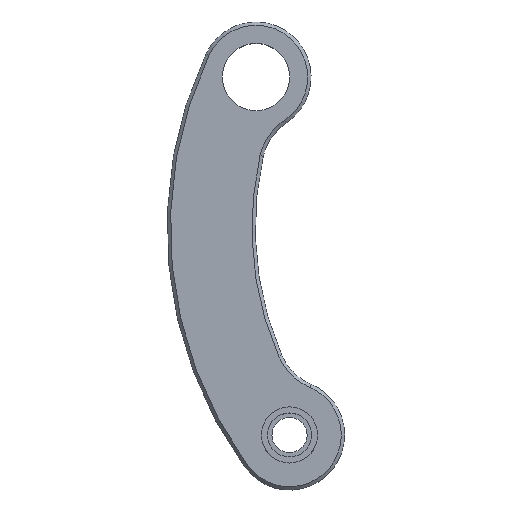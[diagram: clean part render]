
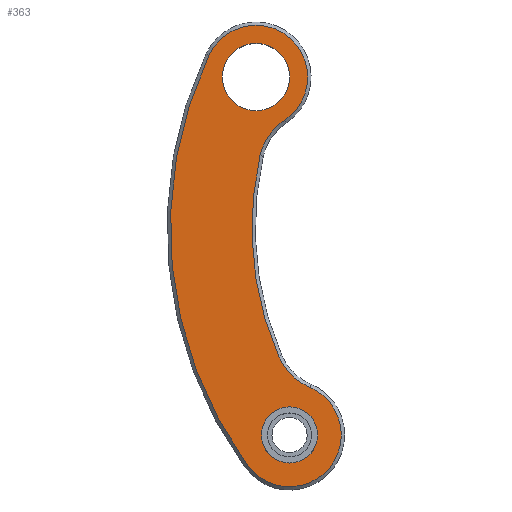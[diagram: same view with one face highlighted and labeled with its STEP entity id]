
A CAD part, top view. The second image highlights one B-rep face of the part: STEP entity #363.
In plain terms, the highlighted planar face has unit normal (0, 0, 1).
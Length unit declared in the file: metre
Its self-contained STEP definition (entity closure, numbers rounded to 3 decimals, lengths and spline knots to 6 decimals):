
#24=PLANE('',#408);
#34=CIRCLE('',#409,0.00255);
#35=CIRCLE('',#410,0.0053);
#36=CIRCLE('',#411,0.0293);
#37=CIRCLE('',#412,0.0053);
#38=CIRCLE('',#413,0.0047);
#39=CIRCLE('',#414,0.0367);
#40=CIRCLE('',#415,0.0047);
#41=CIRCLE('',#416,0.00305);
#72=ORIENTED_EDGE('',*,*,#170,.F.);
#73=ORIENTED_EDGE('',*,*,#171,.T.);
#74=ORIENTED_EDGE('',*,*,#172,.T.);
#75=ORIENTED_EDGE('',*,*,#173,.T.);
#76=ORIENTED_EDGE('',*,*,#174,.T.);
#77=ORIENTED_EDGE('',*,*,#175,.T.);
#78=ORIENTED_EDGE('',*,*,#176,.T.);
#79=ORIENTED_EDGE('',*,*,#177,.F.);
#170=EDGE_CURVE('',#218,#218,#34,.T.);
#171=EDGE_CURVE('',#219,#220,#35,.F.);
#172=EDGE_CURVE('',#220,#221,#36,.F.);
#173=EDGE_CURVE('',#221,#222,#37,.F.);
#174=EDGE_CURVE('',#222,#223,#38,.T.);
#175=EDGE_CURVE('',#223,#224,#39,.T.);
#176=EDGE_CURVE('',#224,#219,#40,.T.);
#177=EDGE_CURVE('',#225,#225,#41,.T.);
#218=VERTEX_POINT('',#617);
#219=VERTEX_POINT('',#619);
#220=VERTEX_POINT('',#620);
#221=VERTEX_POINT('',#622);
#222=VERTEX_POINT('',#624);
#223=VERTEX_POINT('',#626);
#224=VERTEX_POINT('',#628);
#225=VERTEX_POINT('',#631);
#281=EDGE_LOOP('',(#72));
#282=EDGE_LOOP('',(#73,#74,#75,#76,#77,#78));
#283=EDGE_LOOP('',(#79));
#317=FACE_BOUND('',#281,.T.);
#318=FACE_BOUND('',#282,.T.);
#319=FACE_BOUND('',#283,.T.);
#363=ADVANCED_FACE('',(#317,#318,#319),#24,.T.);
#408=AXIS2_PLACEMENT_3D('',#615,#481,#482);
#409=AXIS2_PLACEMENT_3D('',#616,#483,#484);
#410=AXIS2_PLACEMENT_3D('',#618,#485,#486);
#411=AXIS2_PLACEMENT_3D('',#621,#487,#488);
#412=AXIS2_PLACEMENT_3D('',#623,#489,#490);
#413=AXIS2_PLACEMENT_3D('',#625,#491,#492);
#414=AXIS2_PLACEMENT_3D('',#627,#493,#494);
#415=AXIS2_PLACEMENT_3D('',#629,#495,#496);
#416=AXIS2_PLACEMENT_3D('',#630,#497,#498);
#481=DIRECTION('',(0.,0.,1.));
#482=DIRECTION('',(1.,0.,0.));
#483=DIRECTION('',(0.,0.,1.));
#484=DIRECTION('',(1.,0.,0.));
#485=DIRECTION('',(0.,0.,1.));
#486=DIRECTION('',(1.,0.,0.));
#487=DIRECTION('',(0.,0.,1.));
#488=DIRECTION('',(1.,0.,0.));
#489=DIRECTION('',(0.,0.,1.));
#490=DIRECTION('',(1.,0.,0.));
#491=DIRECTION('',(0.,0.,1.));
#492=DIRECTION('',(1.,0.,0.));
#493=DIRECTION('',(0.,0.,1.));
#494=DIRECTION('',(1.,0.,0.));
#495=DIRECTION('',(0.,0.,1.));
#496=DIRECTION('',(1.,0.,0.));
#497=DIRECTION('',(0.,0.,1.));
#498=DIRECTION('',(1.,0.,0.));
#615=CARTESIAN_POINT('',(-0.021597,-0.026667,-0.0032));
#616=CARTESIAN_POINT('',(-0.018537,-0.042919,-0.0032));
#617=CARTESIAN_POINT('',(-0.015987,-0.042919,-0.0032));
#618=CARTESIAN_POINT('',(-0.01465,-0.033706,-0.0032));
#619=CARTESIAN_POINT('',(-0.01671,-0.038589,-0.0032));
#620=CARTESIAN_POINT('',(-0.019507,-0.035827,-0.0032));
#621=CARTESIAN_POINT('',(0.007343,-0.024098,-0.0032));
#622=CARTESIAN_POINT('',(-0.021219,-0.017563,-0.0032));
#623=CARTESIAN_POINT('',(-0.016053,-0.018745,-0.0032));
#624=CARTESIAN_POINT('',(-0.018984,-0.01433,-0.0032));
#625=CARTESIAN_POINT('',(-0.021584,-0.010414,-0.0032));
#626=CARTESIAN_POINT('',(-0.025833,-0.008404,-0.0032));
#627=CARTESIAN_POINT('',(0.007343,-0.024098,-0.0032));
#628=CARTESIAN_POINT('',(-0.022338,-0.045684,-0.0032));
#629=CARTESIAN_POINT('',(-0.018537,-0.042919,-0.0032));
#630=CARTESIAN_POINT('',(-0.021584,-0.010414,-0.0032));
#631=CARTESIAN_POINT('',(-0.018534,-0.010414,-0.0032));
